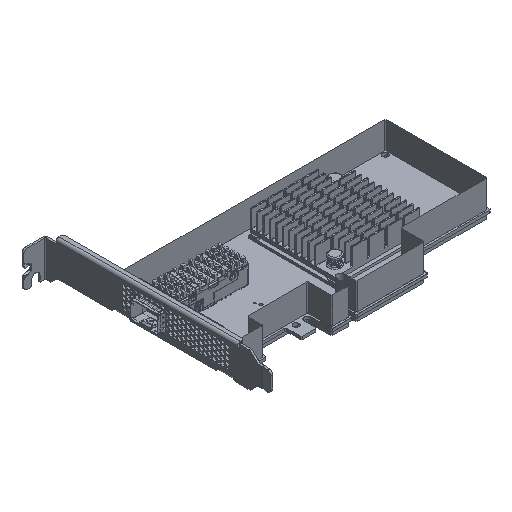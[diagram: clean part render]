
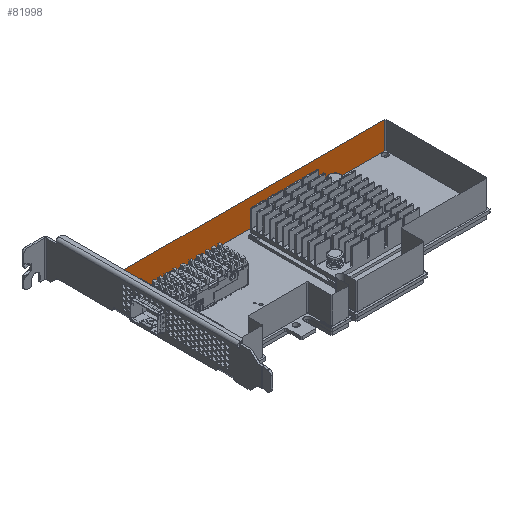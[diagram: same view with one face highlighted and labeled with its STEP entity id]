
A CAD part, isometric view. The second image highlights one B-rep face of the part: STEP entity #81998.
In plain terms, the highlighted planar face has unit normal (0, -1, 0).
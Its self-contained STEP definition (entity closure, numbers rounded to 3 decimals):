
#1095=LINE('',#114405,#11556);
#1097=LINE('',#114409,#11558);
#1098=LINE('',#114411,#11559);
#1099=LINE('',#114412,#11560);
#11556=VECTOR('',#92578,14.47);
#11558=VECTOR('',#92582,139.24);
#11559=VECTOR('',#92583,14.47);
#11560=VECTOR('',#92584,139.24);
#21816=PLANE('',#86377);
#25871=FACE_OUTER_BOUND('',#30205,.T.);
#30205=EDGE_LOOP('',(#57220,#57221,#57222,#57223));
#36539=VERTEX_POINT('',#114402);
#36540=VERTEX_POINT('',#114404);
#36541=VERTEX_POINT('',#114408);
#36542=VERTEX_POINT('',#114410);
#44725=EDGE_CURVE('',#36539,#36540,#1095,.T.);
#44727=EDGE_CURVE('',#36541,#36539,#1097,.T.);
#44728=EDGE_CURVE('',#36541,#36542,#1098,.T.);
#44729=EDGE_CURVE('',#36542,#36540,#1099,.T.);
#57220=ORIENTED_EDGE('',*,*,#44727,.F.);
#57221=ORIENTED_EDGE('',*,*,#44728,.T.);
#57222=ORIENTED_EDGE('',*,*,#44729,.T.);
#57223=ORIENTED_EDGE('',*,*,#44725,.F.);
#81998=ADVANCED_FACE('',(#25871),#21816,.F.);
#86377=AXIS2_PLACEMENT_3D('',#114407,#92580,#92581);
#92578=DIRECTION('',(0.,0.,1.));
#92580=DIRECTION('center_axis',(0.,1.,0.));
#92581=DIRECTION('ref_axis',(-1.,0.,0.));
#92582=DIRECTION('',(-1.,0.,0.));
#92583=DIRECTION('',(0.,0.,1.));
#92584=DIRECTION('',(-1.,0.,0.));
#114402=CARTESIAN_POINT('',(1.5,67.896,1.575));
#114404=CARTESIAN_POINT('',(1.5,67.896,16.045));
#114405=CARTESIAN_POINT('',(1.5,67.896,1.575));
#114407=CARTESIAN_POINT('Origin',(140.74,67.896,1.575));
#114408=CARTESIAN_POINT('',(140.74,67.896,1.575));
#114409=CARTESIAN_POINT('',(140.74,67.896,1.575));
#114410=CARTESIAN_POINT('',(140.74,67.896,16.045));
#114411=CARTESIAN_POINT('',(140.74,67.896,1.575));
#114412=CARTESIAN_POINT('',(140.74,67.896,16.045));
